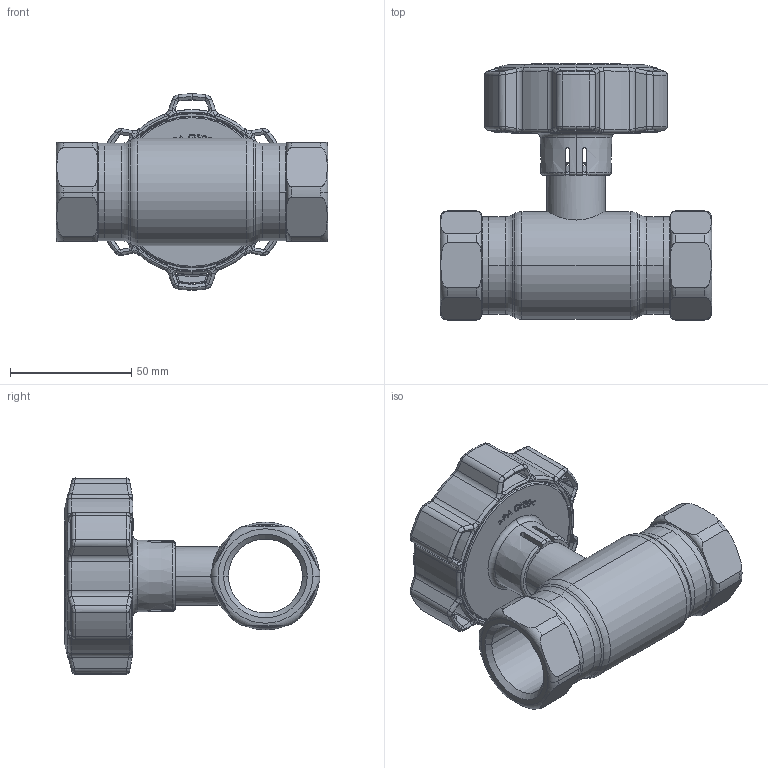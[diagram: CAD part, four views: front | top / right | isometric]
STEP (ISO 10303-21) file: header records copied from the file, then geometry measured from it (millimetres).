
FILE_DESCRIPTION (( 'STEP AP214' ), '1' );
FILE_NAME ('2025002000-0200.step', '2024-01-11T11:17:00', ( '' ), ( '' ), 'SwSTEP 2.0', 'SolidWorks 2021', '' );
FILE_SCHEMA (( 'AUTOMOTIVE_DESIGN' ));
Length unit declared in the file: millimetre
Products named in the file (1): 2025002000-0200
Bounding box: 112 x 105.6 x 81 mm (x, y, z)
Surface area: 50285.8 mm2 (no closed solid volume)
Topology: 0 solids, 13 shells, 605 faces, 1711 edges, 1092 vertices
Faces by surface type: bspline 187, cylinder 156, plane 120, cone 71, torus 71
Entity records: 37241 total; most frequent: CARTESIAN_POINT 16797, ORIENTED_EDGE 3078, DIRECTION 2368, EDGE_CURVE 1711, VERTEX_POINT 1092, AXIS2_PLACEMENT_3D 934, B_SPLINE_CURVE_WITH_KNOTS 656, EDGE_LOOP 636
